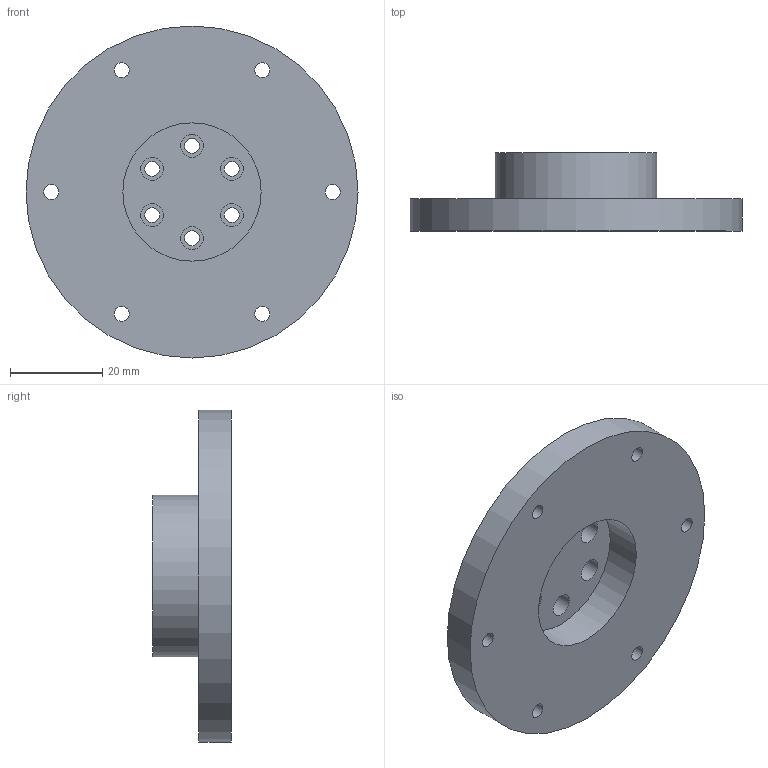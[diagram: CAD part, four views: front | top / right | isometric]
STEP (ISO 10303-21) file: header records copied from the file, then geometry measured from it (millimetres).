
FILE_DESCRIPTION(/* description */ (''),/* implementation_level */ '2;1');
FILE_NAME(/* name */ 'BearingBPart(B).stp',/* time_stamp */ '2025-10-24T01:30:52-05:00',/* author */ ('aul12'),/* organization */ (''),/* preprocessor_version */ 'ST-DEVELOPER v19.2',/* originating_system */ 'Autodesk Inventor 2024',/* authorisation */ '');
FILE_SCHEMA (('AUTOMOTIVE_DESIGN { 1 0 10303 214 3 1 1 }'));
Length unit declared in the file: millimetre
Products named in the file (1): BearingBPart
Bounding box: 72 x 17 x 72 mm (x, y, z)
Volume: 31004.6 mm3; surface area: 12664.9 mm2
Topology: 1 solids, 1 shells, 43 faces, 81 edges, 54 vertices
Faces by surface type: cylinder 27, plane 16
Full cylindrical faces by diameter (mm): 3.25 x12, 5 x6, 6 x6, 30 x1, 35 x1, 72 x1
Entity records: 1200 total; most frequent: DIRECTION 223, CARTESIAN_POINT 179, ORIENTED_EDGE 162, AXIS2_PLACEMENT_3D 98, EDGE_LOOP 81, EDGE_CURVE 81, CIRCLE 54, VERTEX_POINT 54
